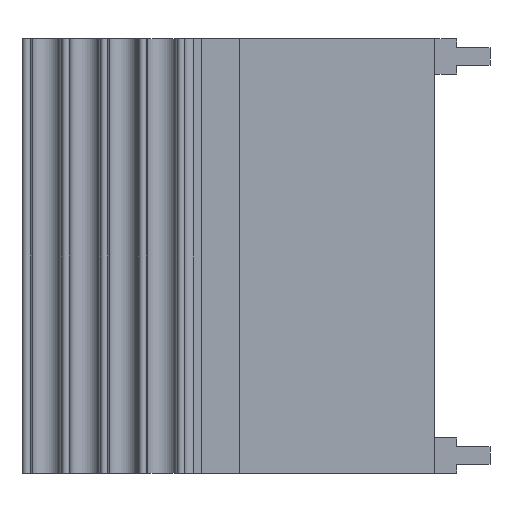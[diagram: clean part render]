
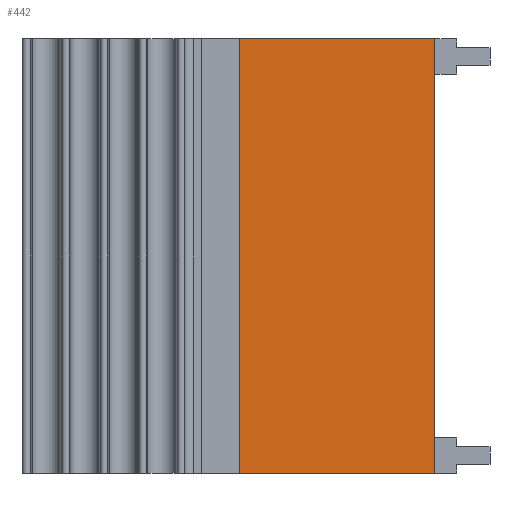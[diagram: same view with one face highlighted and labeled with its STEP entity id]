
A CAD part, left-side view. The second image highlights one B-rep face of the part: STEP entity #442.
In plain terms, the highlighted planar face has unit normal (-1, 0, 0).
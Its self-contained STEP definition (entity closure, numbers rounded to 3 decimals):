
#4 = VECTOR ( 'NONE', #936, 1000. ) ;
#212 = CARTESIAN_POINT ( 'NONE',  ( 0., 22.5, -25. ) ) ;
#442 = ADVANCED_FACE ( 'NONE', ( #2631 ), #1674, .T. ) ;
#453 = LINE ( 'NONE', #212, #4 ) ;
#557 = EDGE_CURVE ( 'NONE', #2018, #1720, #453, .T. ) ;
#762 = VERTEX_POINT ( 'NONE', #2736 ) ;
#816 = ORIENTED_EDGE ( 'NONE', *, *, #2929, .T. ) ;
#936 = DIRECTION ( 'NONE',  ( 0., 0., 1. ) ) ;
#1054 = ORIENTED_EDGE ( 'NONE', *, *, #2132, .F. ) ;
#1126 = EDGE_LOOP ( 'NONE', ( #1579, #1054, #3050, #816 ) ) ;
#1396 = CARTESIAN_POINT ( 'NONE',  ( 0., 28.8, -25. ) ) ;
#1439 = DIRECTION ( 'NONE',  ( 0., 0., 1. ) ) ;
#1579 = ORIENTED_EDGE ( 'NONE', *, *, #2426, .T. ) ;
#1670 = LINE ( 'NONE', #2626, #1762 ) ;
#1674 = PLANE ( 'NONE',  #2841 ) ;
#1720 = VERTEX_POINT ( 'NONE', #2848 ) ;
#1725 = VERTEX_POINT ( 'NONE', #1887 ) ;
#1762 = VECTOR ( 'NONE', #1439, 1000. ) ;
#1887 = CARTESIAN_POINT ( 'NONE',  ( 0., 0., 25. ) ) ;
#2018 = VERTEX_POINT ( 'NONE', #2814 ) ;
#2132 = EDGE_CURVE ( 'NONE', #1720, #1725, #3095, .T. ) ;
#2151 = DIRECTION ( 'NONE',  ( 0., -1., 0. ) ) ;
#2405 = VECTOR ( 'NONE', #2878, 1000. ) ;
#2412 = CARTESIAN_POINT ( 'NONE',  ( 0., 22.5, -25. ) ) ;
#2426 = EDGE_CURVE ( 'NONE', #762, #1725, #1670, .T. ) ;
#2626 = CARTESIAN_POINT ( 'NONE',  ( 0., 0., -25. ) ) ;
#2631 = FACE_OUTER_BOUND ( 'NONE', #1126, .T. ) ;
#2736 = CARTESIAN_POINT ( 'NONE',  ( 0., 0., -25. ) ) ;
#2814 = CARTESIAN_POINT ( 'NONE',  ( 0., 22.5, -25. ) ) ;
#2833 = DIRECTION ( 'NONE',  ( 0., 0., 1. ) ) ;
#2841 = AXIS2_PLACEMENT_3D ( 'NONE', #1396, #2880, #2833 ) ;
#2848 = CARTESIAN_POINT ( 'NONE',  ( 0., 22.5, 25. ) ) ;
#2878 = DIRECTION ( 'NONE',  ( 0., -1., 0. ) ) ;
#2880 = DIRECTION ( 'NONE',  ( -1., 0., 0. ) ) ;
#2885 = LINE ( 'NONE', #2412, #2898 ) ;
#2898 = VECTOR ( 'NONE', #2151, 1000. ) ;
#2929 = EDGE_CURVE ( 'NONE', #2018, #762, #2885, .T. ) ;
#3050 = ORIENTED_EDGE ( 'NONE', *, *, #557, .F. ) ;
#3068 = CARTESIAN_POINT ( 'NONE',  ( 0., 22.5, 25. ) ) ;
#3095 = LINE ( 'NONE', #3068, #2405 ) ;
